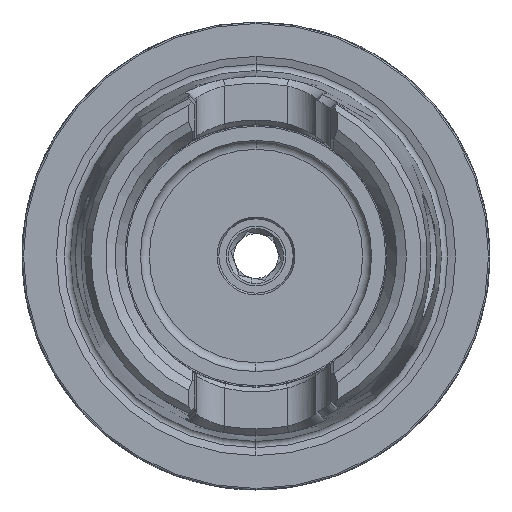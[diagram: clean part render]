
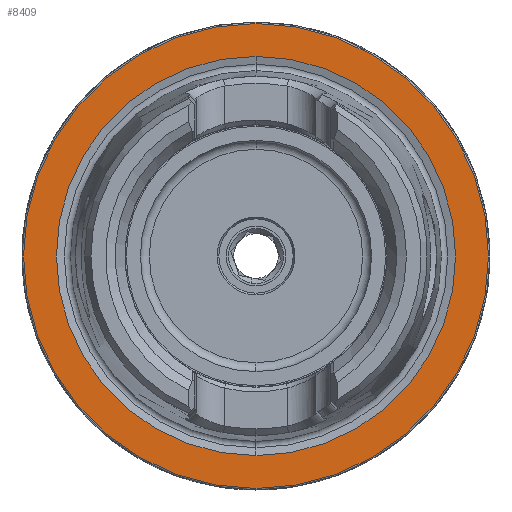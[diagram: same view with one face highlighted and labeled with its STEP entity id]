
A CAD part, left-side view. The second image highlights one B-rep face of the part: STEP entity #8409.
In plain terms, the highlighted planar face has unit normal (-1, 0, 0).
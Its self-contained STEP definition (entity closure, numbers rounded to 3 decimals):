
#916 = CARTESIAN_POINT ( 'NONE',  ( 0., 0., -26.85 ) ) ;
#1139 = ORIENTED_EDGE ( 'NONE', *, *, #6305, .T. ) ;
#1358 = DIRECTION ( 'NONE',  ( -1., 0., 0. ) ) ;
#1734 = FACE_BOUND ( 'NONE', #2971, .T. ) ;
#1884 = VERTEX_POINT ( 'NONE', #4624 ) ;
#2170 = CARTESIAN_POINT ( 'NONE',  ( 0., 0., 0. ) ) ;
#2176 = AXIS2_PLACEMENT_3D ( 'NONE', #6456, #1358, #7303 ) ;
#2270 = VERTEX_POINT ( 'NONE', #7088 ) ;
#2525 = AXIS2_PLACEMENT_3D ( 'NONE', #5073, #11162, #5954 ) ;
#2585 = DIRECTION ( 'NONE',  ( 1., 0., 0. ) ) ;
#2659 = CIRCLE ( 'NONE', #4348, 26.85 ) ;
#2882 = CIRCLE ( 'NONE', #2525, 31.275 ) ;
#2971 = EDGE_LOOP ( 'NONE', ( #5492, #7201 ) ) ;
#2986 = CARTESIAN_POINT ( 'NONE',  ( 0., 0., 26.85 ) ) ;
#3022 = DIRECTION ( 'NONE',  ( 0., 0., 1. ) ) ;
#3187 = EDGE_CURVE ( 'NONE', #1884, #2270, #6451, .T. ) ;
#3722 = FACE_OUTER_BOUND ( 'NONE', #10568, .T. ) ;
#4348 = AXIS2_PLACEMENT_3D ( 'NONE', #2170, #8106, #3022 ) ;
#4624 = CARTESIAN_POINT ( 'NONE',  ( 0., 0., 31.275 ) ) ;
#4668 = VERTEX_POINT ( 'NONE', #2986 ) ;
#5073 = CARTESIAN_POINT ( 'NONE',  ( 0., 0., 0. ) ) ;
#5259 = CARTESIAN_POINT ( 'NONE',  ( 0., 0., 0. ) ) ;
#5492 = ORIENTED_EDGE ( 'NONE', *, *, #11184, .F. ) ;
#5954 = DIRECTION ( 'NONE',  ( 0., 0., 1. ) ) ;
#6305 = EDGE_CURVE ( 'NONE', #2270, #1884, #2882, .T. ) ;
#6451 = CIRCLE ( 'NONE', #7313, 31.275 ) ;
#6456 = CARTESIAN_POINT ( 'NONE',  ( 0., 0., 0. ) ) ;
#7088 = CARTESIAN_POINT ( 'NONE',  ( 0., 0., -31.275 ) ) ;
#7201 = ORIENTED_EDGE ( 'NONE', *, *, #9478, .F. ) ;
#7303 = DIRECTION ( 'NONE',  ( 0., 0., 1. ) ) ;
#7313 = AXIS2_PLACEMENT_3D ( 'NONE', #5259, #10799, #11171 ) ;
#7681 = PLANE ( 'NONE',  #9716 ) ;
#7993 = VERTEX_POINT ( 'NONE', #916 ) ;
#8106 = DIRECTION ( 'NONE',  ( -1., 0., 0. ) ) ;
#8409 = ADVANCED_FACE ( 'NONE', ( #1734, #3722 ), #7681, .F. ) ;
#8484 = CARTESIAN_POINT ( 'NONE',  ( 0., 31.275, 0. ) ) ;
#8527 = DIRECTION ( 'NONE',  ( 0., 0., -1. ) ) ;
#8884 = ORIENTED_EDGE ( 'NONE', *, *, #3187, .T. ) ;
#9478 = EDGE_CURVE ( 'NONE', #7993, #4668, #2659, .T. ) ;
#9716 = AXIS2_PLACEMENT_3D ( 'NONE', #8484, #2585, #8527 ) ;
#10568 = EDGE_LOOP ( 'NONE', ( #8884, #1139 ) ) ;
#10722 = CIRCLE ( 'NONE', #2176, 26.85 ) ;
#10799 = DIRECTION ( 'NONE',  ( -1., 0., 0. ) ) ;
#11162 = DIRECTION ( 'NONE',  ( -1., 0., 0. ) ) ;
#11171 = DIRECTION ( 'NONE',  ( 0., 0., 1. ) ) ;
#11184 = EDGE_CURVE ( 'NONE', #4668, #7993, #10722, .T. ) ;
